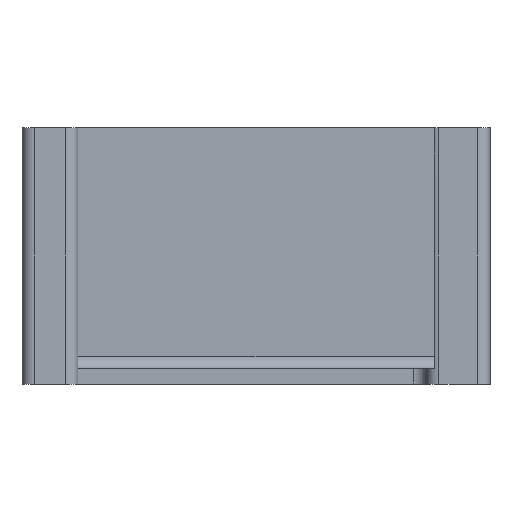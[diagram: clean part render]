
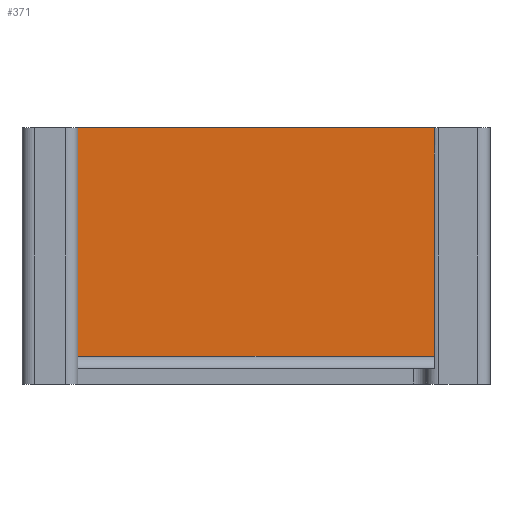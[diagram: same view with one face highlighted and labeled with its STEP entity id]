
A CAD part, left-side view. The second image highlights one B-rep face of the part: STEP entity #371.
In plain terms, the highlighted planar face has unit normal (-1, 0, 0).
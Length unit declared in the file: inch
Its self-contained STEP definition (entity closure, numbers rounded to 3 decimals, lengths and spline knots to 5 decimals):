
#28 = VERTEX_POINT ( 'NONE', #1774 ) ;
#106 = CARTESIAN_POINT ( 'NONE',  ( -2.16811, -1.48066, 0.9 ) ) ;
#123 = DIRECTION ( 'NONE',  ( 0., 0., -1. ) ) ;
#127 = DIRECTION ( 'NONE',  ( 0., 0., -1. ) ) ;
#128 = VERTEX_POINT ( 'NONE', #3458 ) ;
#132 = VECTOR ( 'NONE', #1586, 39.37008 ) ;
#371 = ADVANCED_FACE ( 'NONE', ( #3011 ), #771, .F. ) ;
#396 = DIRECTION ( 'NONE',  ( 1., 0., 0. ) ) ;
#573 = DIRECTION ( 'NONE',  ( 0., -1., 0. ) ) ;
#618 = VERTEX_POINT ( 'NONE', #1461 ) ;
#638 = LINE ( 'NONE', #3793, #2229 ) ;
#771 = PLANE ( 'NONE',  #1098 ) ;
#1098 = AXIS2_PLACEMENT_3D ( 'NONE', #106, #396, #123 ) ;
#1148 = ORIENTED_EDGE ( 'NONE', *, *, #1355, .T. ) ;
#1226 = VECTOR ( 'NONE', #127, 39.37008 ) ;
#1334 = EDGE_CURVE ( 'NONE', #618, #28, #638, .T. ) ;
#1355 = EDGE_CURVE ( 'NONE', #3610, #28, #1588, .T. ) ;
#1461 = CARTESIAN_POINT ( 'NONE',  ( -2.16811, -1.43066, 0.9 ) ) ;
#1586 = DIRECTION ( 'NONE',  ( 0., -1., 0. ) ) ;
#1588 = LINE ( 'NONE', #3131, #2686 ) ;
#1606 = CARTESIAN_POINT ( 'NONE',  ( -2.16811, -1.48066, 0.9 ) ) ;
#1618 = ORIENTED_EDGE ( 'NONE', *, *, #3338, .T. ) ;
#1774 = CARTESIAN_POINT ( 'NONE',  ( -2.16811, -1.43066, -0.93346 ) ) ;
#2059 = LINE ( 'NONE', #3330, #1226 ) ;
#2229 = VECTOR ( 'NONE', #3195, 39.37008 ) ;
#2456 = LINE ( 'NONE', #1606, #132 ) ;
#2686 = VECTOR ( 'NONE', #573, 39.37008 ) ;
#2927 = EDGE_LOOP ( 'NONE', ( #1618, #1148, #3688, #4122 ) ) ;
#3011 = FACE_OUTER_BOUND ( 'NONE', #2927, .T. ) ;
#3092 = EDGE_CURVE ( 'NONE', #128, #618, #2456, .T. ) ;
#3131 = CARTESIAN_POINT ( 'NONE',  ( -2.16811, -1.48066, -0.93346 ) ) ;
#3195 = DIRECTION ( 'NONE',  ( 0., 0., -1. ) ) ;
#3330 = CARTESIAN_POINT ( 'NONE',  ( -2.16811, 1.43066, 0.9 ) ) ;
#3338 = EDGE_CURVE ( 'NONE', #128, #3610, #2059, .T. ) ;
#3458 = CARTESIAN_POINT ( 'NONE',  ( -2.16811, 1.43066, 0.9 ) ) ;
#3561 = CARTESIAN_POINT ( 'NONE',  ( -2.16811, 1.43066, -0.93346 ) ) ;
#3610 = VERTEX_POINT ( 'NONE', #3561 ) ;
#3688 = ORIENTED_EDGE ( 'NONE', *, *, #1334, .F. ) ;
#3793 = CARTESIAN_POINT ( 'NONE',  ( -2.16811, -1.43066, 0.9 ) ) ;
#4122 = ORIENTED_EDGE ( 'NONE', *, *, #3092, .F. ) ;
